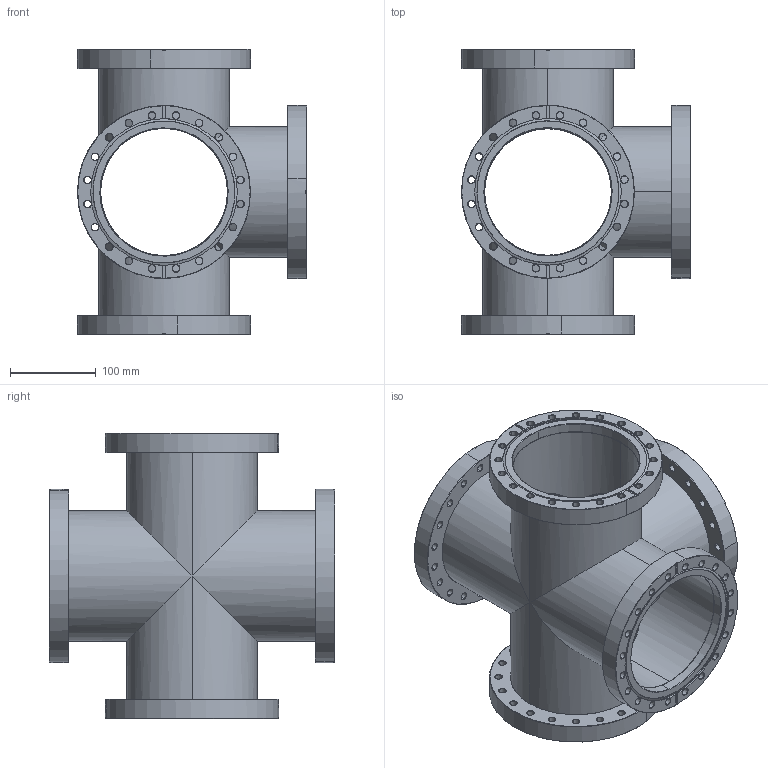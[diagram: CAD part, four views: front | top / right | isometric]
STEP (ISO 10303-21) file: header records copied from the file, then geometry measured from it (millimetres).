
FILE_DESCRIPTION (( 'STEP AP214' ), '1' );
FILE_NAME ('Hositrad_FX5-150-150-Cross.STEP', '2015-09-16T13:02:13', ( '' ), ( '' ), 'SwSTEP 2.0', 'SolidWorks 2015', '' );
FILE_SCHEMA (( 'AUTOMOTIVE_DESIGN' ));
Length unit declared in the file: millimetre
Products named in the file (3): NW150CF-Weld_CF150-152; Cross-5-152.4; Hositrad_FX5-150-150-Cross
Assembly tree (6 placements, depth 2):
  Hositrad_FX5-150-150-Cross
    Cross-5-152.4
    NW150CF-Weld_CF150-152  x5
Bounding box: 267.89 x 333.4 x 333.4 mm (x, y, z)
Volume: 1882497.2 mm3; surface area: 767396.3 mm2
Topology: 6 solids, 6 shells, 797 faces, 1874 edges, 1087 vertices
Faces by surface type: cone 465, cylinder 260, plane 60, bspline 8, sphere 4
Entity records: 6219 total; most frequent: CARTESIAN_POINT 1645, DIRECTION 1013, ORIENTED_EDGE 892, EDGE_CURVE 446, AXIS2_PLACEMENT_3D 419, VERTEX_POINT 259, EDGE_LOOP 237, CIRCLE 229
